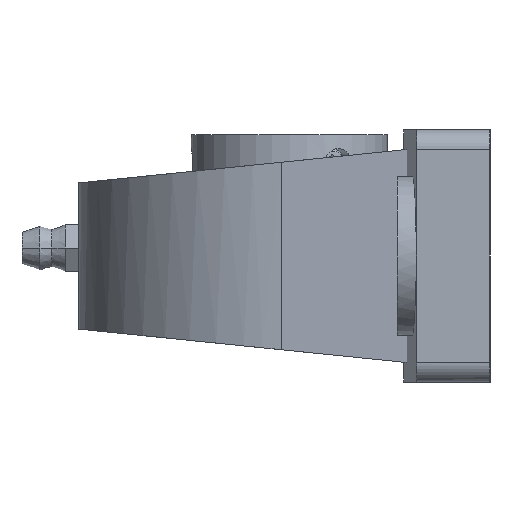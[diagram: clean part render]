
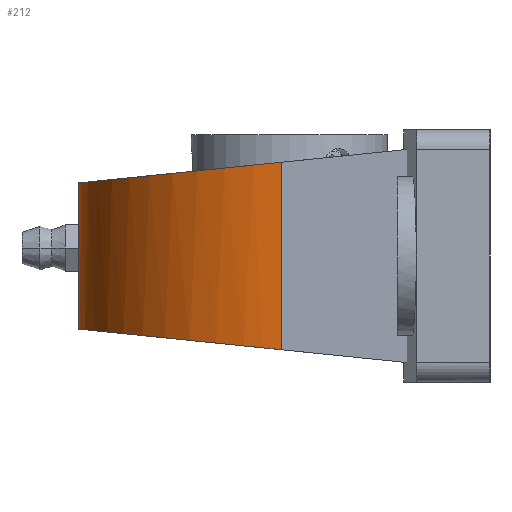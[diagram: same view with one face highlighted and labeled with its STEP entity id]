
A CAD part, left-side view. The second image highlights one B-rep face of the part: STEP entity #212.
In plain terms, the highlighted cylindrical face has radius 31.8 mm (diameter 63.6 mm), a partial arc.
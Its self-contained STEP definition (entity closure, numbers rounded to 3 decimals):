
#212 = ADVANCED_FACE( '', ( #431 ), #432, .T. );
#431 = FACE_OUTER_BOUND( '', #681, .T. );
#432 = CYLINDRICAL_SURFACE( '', #682, 31.8 );
#681 = EDGE_LOOP( '', ( #1444, #1445, #1446, #1447 ) );
#682 = AXIS2_PLACEMENT_3D( '', #1448, #1449, #1450 );
#1444 = ORIENTED_EDGE( '', *, *, #1851, .T. );
#1445 = ORIENTED_EDGE( '', *, *, #1921, .F. );
#1446 = ORIENTED_EDGE( '', *, *, #1858, .T. );
#1447 = ORIENTED_EDGE( '', *, *, #1922, .T. );
#1448 = CARTESIAN_POINT( '', ( 47.5, 30.2, 16. ) );
#1449 = DIRECTION( '', ( 0., 0., 1. ) );
#1450 = DIRECTION( '', ( 0.999, 0.038, 0. ) );
#1851 = EDGE_CURVE( '', #2263, #2261, #2264, .T. );
#1858 = EDGE_CURVE( '', #2276, #2274, #2277, .T. );
#1921 = EDGE_CURVE( '', #2276, #2261, #2372, .T. );
#1922 = EDGE_CURVE( '', #2274, #2263, #2373, .T. );
#2261 = VERTEX_POINT( '', #3106 );
#2263 = VERTEX_POINT( '', #3109 );
#2264 = ELLIPSE( '', #3110, 31.965, 31.8 );
#2274 = VERTEX_POINT( '', #3125 );
#2276 = VERTEX_POINT( '', #3128 );
#2277 = ELLIPSE( '', #3129, 31.965, 31.8 );
#2372 = LINE( '', #3277, #3278 );
#2373 = LINE( '', #3279, #3280 );
#3106 = CARTESIAN_POINT( '', ( 15.723, 31.413, -14.121 ) );
#3109 = CARTESIAN_POINT( '', ( 79.277, 31.413, -14.121 ) );
#3110 = AXIS2_PLACEMENT_3D( '', #3669, #3670, #3671 );
#3125 = CARTESIAN_POINT( '', ( 79.277, 31.413, 14.121 ) );
#3128 = CARTESIAN_POINT( '', ( 15.723, 31.413, 14.121 ) );
#3129 = AXIS2_PLACEMENT_3D( '', #3678, #3679, #3680 );
#3277 = CARTESIAN_POINT( '', ( 15.723, 31.413, 16. ) );
#3278 = VECTOR( '', #3761, 1. );
#3279 = CARTESIAN_POINT( '', ( 79.277, 31.413, 16. ) );
#3280 = VECTOR( '', #3762, 1. );
#3669 = CARTESIAN_POINT( '', ( 47.5, 30.2, -14.245 ) );
#3670 = DIRECTION( '', ( 0., -0.102, 0.995 ) );
#3671 = DIRECTION( '', ( 0., 0.995, 0.102 ) );
#3678 = CARTESIAN_POINT( '', ( 47.5, 30.2, 14.245 ) );
#3679 = DIRECTION( '', ( 0., -0.102, -0.995 ) );
#3680 = DIRECTION( '', ( 0., 0.995, -0.102 ) );
#3761 = DIRECTION( '', ( 0., 0., -1. ) );
#3762 = DIRECTION( '', ( 0., 0., -1. ) );
